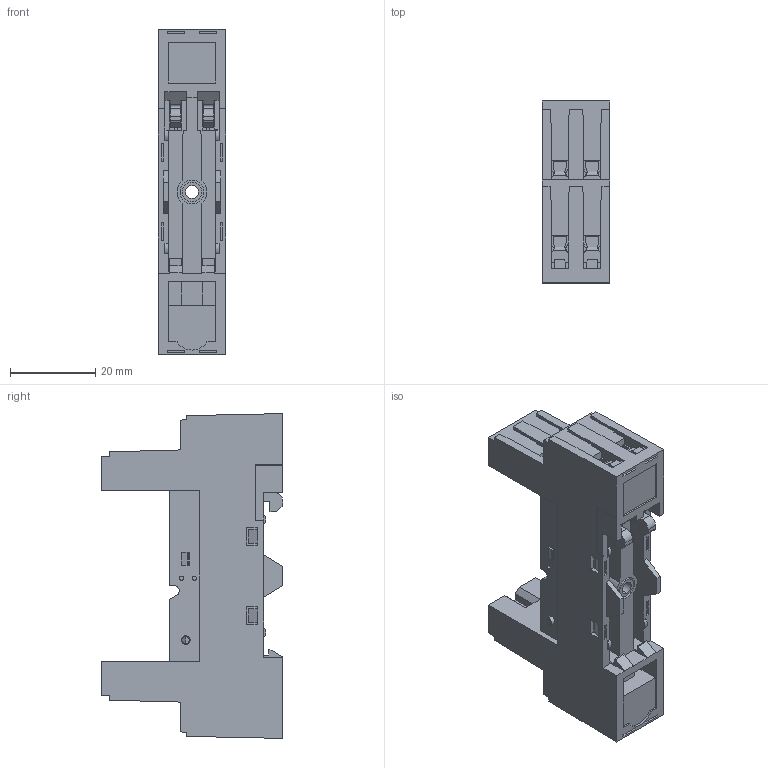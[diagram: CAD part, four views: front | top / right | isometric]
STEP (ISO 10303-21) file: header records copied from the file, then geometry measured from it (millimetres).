
FILE_DESCRIPTION (( 'STEP AP214' ), '1' );
FILE_NAME ('PYF-022BE_2.STEP', '2020-10-29T06:13:21', ( 'Pavel' ), ( '' ), 'SwSTEP 2.0', 'SolidWorks 2016', '' );
FILE_SCHEMA (( 'AUTOMOTIVE_DESIGN' ));
Length unit declared in the file: millimetre
Products named in the file (3): 咈懤錪; PYF-022BE_2
Assembly tree (9 placements, depth 2):
  PYF-022BE_2
    PYF-022BE_2
    咈懤錪  x8
Bounding box: 15.7 x 42.5 x 76 mm (x, y, z)
Volume: 27284.6 mm3; surface area: 17077.8 mm2
Topology: 43 solids, 43 shells, 1958 faces, 5171 edges, 3338 vertices
Faces by surface type: plane 1645, cylinder 271, torus 26, bspline 12, cone 4
Entity records: 29358 total; most frequent: CARTESIAN_POINT 5573, ORIENTED_EDGE 4888, DIRECTION 4428, EDGE_CURVE 2444, VECTOR 2168, LINE 2168, VERTEX_POINT 1595, AXIS2_PLACEMENT_3D 1130
